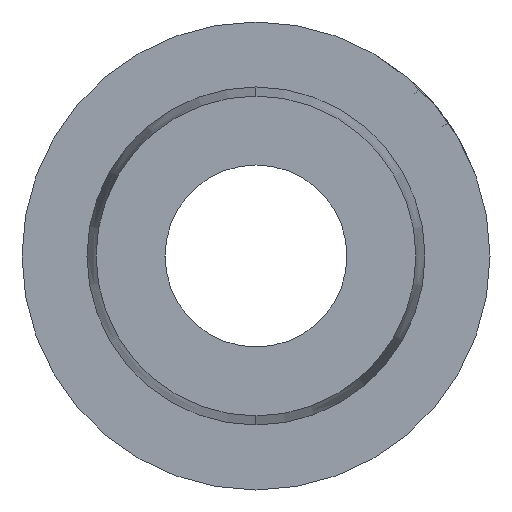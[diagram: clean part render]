
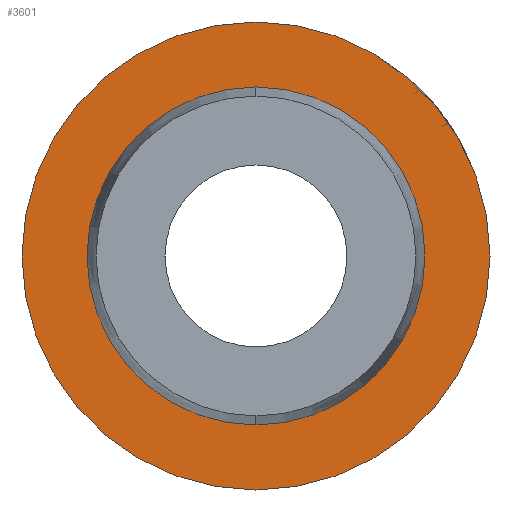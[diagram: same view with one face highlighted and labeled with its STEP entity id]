
A CAD part, left-side view. The second image highlights one B-rep face of the part: STEP entity #3601.
In plain terms, the highlighted planar face has unit normal (-1, 0, 0).
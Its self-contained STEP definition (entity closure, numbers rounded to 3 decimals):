
#19 = VERTEX_POINT ( 'NONE', #4673 ) ;
#97 = CIRCLE ( 'NONE', #2554, 6.5 ) ;
#151 = DIRECTION ( 'NONE',  ( 0., 0., 1. ) ) ;
#222 = ORIENTED_EDGE ( 'NONE', *, *, #1200, .T. ) ;
#286 = CARTESIAN_POINT ( 'NONE',  ( 16., 6.5, 0. ) ) ;
#321 = DIRECTION ( 'NONE',  ( 1., 0., 0. ) ) ;
#431 = VERTEX_POINT ( 'NONE', #4028 ) ;
#527 = DIRECTION ( 'NONE',  ( -1., 0., 0. ) ) ;
#604 = DIRECTION ( 'NONE',  ( -1., 0., 0. ) ) ;
#1001 = CIRCLE ( 'NONE', #2572, 9. ) ;
#1154 = EDGE_CURVE ( 'NONE', #19, #5312, #97, .T. ) ;
#1200 = EDGE_CURVE ( 'NONE', #431, #4162, #1001, .T. ) ;
#1214 = ORIENTED_EDGE ( 'NONE', *, *, #2723, .F. ) ;
#1220 = PLANE ( 'NONE',  #3641 ) ;
#2210 = EDGE_CURVE ( 'NONE', #4162, #431, #5492, .T. ) ;
#2260 = DIRECTION ( 'NONE',  ( 0., 0., -1. ) ) ;
#2499 = CARTESIAN_POINT ( 'NONE',  ( 16., 0., 0. ) ) ;
#2554 = AXIS2_PLACEMENT_3D ( 'NONE', #4278, #5767, #2966 ) ;
#2562 = AXIS2_PLACEMENT_3D ( 'NONE', #5953, #4064, #5503 ) ;
#2572 = AXIS2_PLACEMENT_3D ( 'NONE', #2499, #527, #151 ) ;
#2621 = EDGE_LOOP ( 'NONE', ( #3942, #1214 ) ) ;
#2723 = EDGE_CURVE ( 'NONE', #5312, #19, #3441, .T. ) ;
#2858 = AXIS2_PLACEMENT_3D ( 'NONE', #5643, #604, #3778 ) ;
#2966 = DIRECTION ( 'NONE',  ( 0., 0., 1. ) ) ;
#3244 = EDGE_LOOP ( 'NONE', ( #4712, #222 ) ) ;
#3441 = CIRCLE ( 'NONE', #2562, 6.5 ) ;
#3453 = CARTESIAN_POINT ( 'NONE',  ( 16., 0., 9. ) ) ;
#3601 = ADVANCED_FACE ( 'NONE', ( #5424, #5453 ), #1220, .F. ) ;
#3641 = AXIS2_PLACEMENT_3D ( 'NONE', #286, #321, #2260 ) ;
#3778 = DIRECTION ( 'NONE',  ( 0., 0., 1. ) ) ;
#3942 = ORIENTED_EDGE ( 'NONE', *, *, #1154, .F. ) ;
#4028 = CARTESIAN_POINT ( 'NONE',  ( 16., 0., -9. ) ) ;
#4064 = DIRECTION ( 'NONE',  ( -1., 0., 0. ) ) ;
#4162 = VERTEX_POINT ( 'NONE', #3453 ) ;
#4175 = CARTESIAN_POINT ( 'NONE',  ( 16., 0., -6.5 ) ) ;
#4278 = CARTESIAN_POINT ( 'NONE',  ( 16., 0., 0. ) ) ;
#4673 = CARTESIAN_POINT ( 'NONE',  ( 16., 0., 6.5 ) ) ;
#4712 = ORIENTED_EDGE ( 'NONE', *, *, #2210, .T. ) ;
#5312 = VERTEX_POINT ( 'NONE', #4175 ) ;
#5424 = FACE_BOUND ( 'NONE', #2621, .T. ) ;
#5453 = FACE_OUTER_BOUND ( 'NONE', #3244, .T. ) ;
#5492 = CIRCLE ( 'NONE', #2858, 9. ) ;
#5503 = DIRECTION ( 'NONE',  ( 0., 0., 1. ) ) ;
#5643 = CARTESIAN_POINT ( 'NONE',  ( 16., 0., 0. ) ) ;
#5767 = DIRECTION ( 'NONE',  ( -1., 0., 0. ) ) ;
#5953 = CARTESIAN_POINT ( 'NONE',  ( 16., 0., 0. ) ) ;
